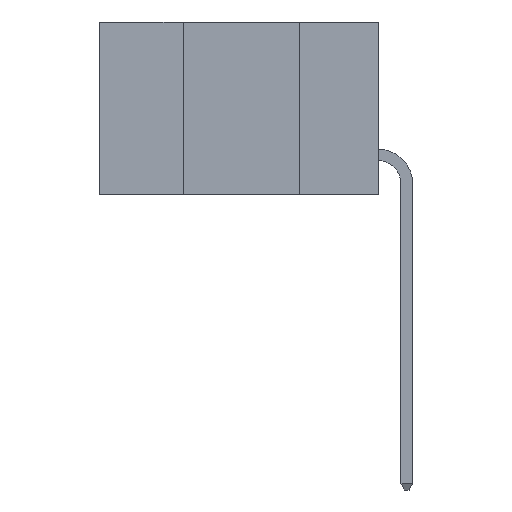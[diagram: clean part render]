
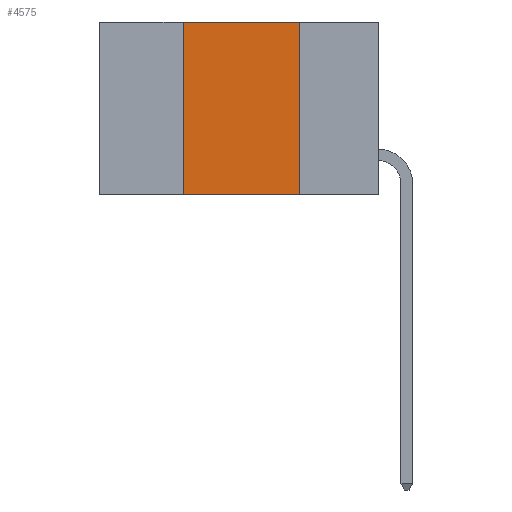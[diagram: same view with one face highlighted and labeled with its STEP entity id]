
A CAD part, left-side view. The second image highlights one B-rep face of the part: STEP entity #4575.
In plain terms, the highlighted planar face has unit normal (-1, 0, 0).
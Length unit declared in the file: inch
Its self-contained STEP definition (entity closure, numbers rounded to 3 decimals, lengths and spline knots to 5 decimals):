
#285 = EDGE_CURVE ( 'NONE', #4552, #5030, #3712, .T. ) ;
#309 = CARTESIAN_POINT ( 'NONE',  ( 0., 0.42, 0. ) ) ;
#381 = ORIENTED_EDGE ( 'NONE', *, *, #1192, .T. ) ;
#553 = CARTESIAN_POINT ( 'NONE',  ( 0., 0.42, -0.37 ) ) ;
#620 = LINE ( 'NONE', #4944, #8242 ) ;
#837 = CARTESIAN_POINT ( 'NONE',  ( 0., 0.6, -0.37 ) ) ;
#1192 = EDGE_CURVE ( 'NONE', #8977, #5245, #3465, .T. ) ;
#1611 = VECTOR ( 'NONE', #4499, 39.37008 ) ;
#2178 = CARTESIAN_POINT ( 'NONE',  ( 0., 0.17, -0.37 ) ) ;
#2585 = DIRECTION ( 'NONE',  ( 0., 0., -1. ) ) ;
#3293 = EDGE_LOOP ( 'NONE', ( #8487, #6702, #4830, #381 ) ) ;
#3465 = LINE ( 'NONE', #837, #7033 ) ;
#3622 = DIRECTION ( 'NONE',  ( 1., 0., 0. ) ) ;
#3662 = EDGE_CURVE ( 'NONE', #8977, #4552, #4673, .T. ) ;
#3712 = LINE ( 'NONE', #5820, #1611 ) ;
#3991 = CARTESIAN_POINT ( 'NONE',  ( 0., 0.42, -0.37 ) ) ;
#4243 = DIRECTION ( 'NONE',  ( 0., 0., -1. ) ) ;
#4499 = DIRECTION ( 'NONE',  ( 0., -1., 0. ) ) ;
#4552 = VERTEX_POINT ( 'NONE', #309 ) ;
#4575 = ADVANCED_FACE ( 'NONE', ( #7865 ), #4909, .F. ) ;
#4673 = LINE ( 'NONE', #553, #8354 ) ;
#4830 = ORIENTED_EDGE ( 'NONE', *, *, #3662, .F. ) ;
#4909 = PLANE ( 'NONE',  #8058 ) ;
#4944 = CARTESIAN_POINT ( 'NONE',  ( 0., 0.17, -0.37 ) ) ;
#5030 = VERTEX_POINT ( 'NONE', #8889 ) ;
#5245 = VERTEX_POINT ( 'NONE', #2178 ) ;
#5820 = CARTESIAN_POINT ( 'NONE',  ( 0., 0.6, 0. ) ) ;
#6702 = ORIENTED_EDGE ( 'NONE', *, *, #285, .F. ) ;
#7033 = VECTOR ( 'NONE', #9309, 39.37008 ) ;
#7824 = CARTESIAN_POINT ( 'NONE',  ( 0., 0.6, 0. ) ) ;
#7865 = FACE_OUTER_BOUND ( 'NONE', #3293, .T. ) ;
#7887 = EDGE_CURVE ( 'NONE', #5030, #5245, #620, .T. ) ;
#8058 = AXIS2_PLACEMENT_3D ( 'NONE', #7824, #3622, #2585 ) ;
#8242 = VECTOR ( 'NONE', #4243, 39.37008 ) ;
#8354 = VECTOR ( 'NONE', #8555, 39.37008 ) ;
#8487 = ORIENTED_EDGE ( 'NONE', *, *, #7887, .F. ) ;
#8555 = DIRECTION ( 'NONE',  ( 0., 0., 1. ) ) ;
#8889 = CARTESIAN_POINT ( 'NONE',  ( 0., 0.17, 0. ) ) ;
#8977 = VERTEX_POINT ( 'NONE', #3991 ) ;
#9309 = DIRECTION ( 'NONE',  ( 0., -1., 0. ) ) ;
